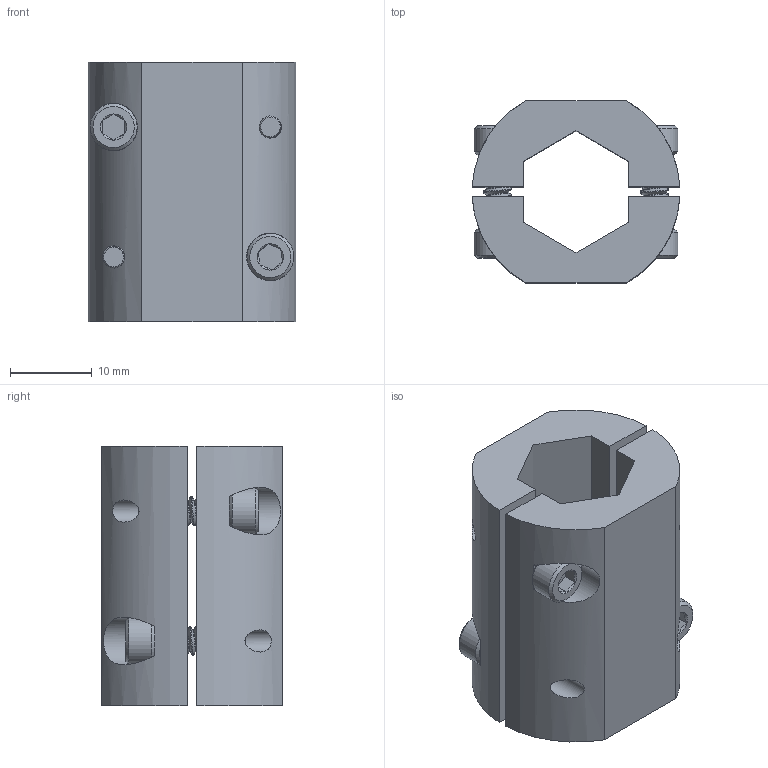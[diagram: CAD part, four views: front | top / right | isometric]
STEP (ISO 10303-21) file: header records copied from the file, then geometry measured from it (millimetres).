
FILE_DESCRIPTION(/* description */ (''),/* implementation_level */ '2;1');
FILE_NAME(/* name */ 'Hex Coupler.stp',/* time_stamp */ '2022-10-21T13:40:48-04:00',/* author */ ('rdogn'),/* organization */ (''),/* preprocessor_version */ 'ST-DEVELOPER v18.1',/* originating_system */ 'Autodesk Inventor 2022',/* authorisation */ '');
FILE_SCHEMA (('AUTOMOTIVE_DESIGN { 1 0 10303 214 3 1 1 }'));
Length unit declared in the file: inch
Products named in the file (3): 6-32Coupler; 6-32 Hex Coupler; 91251A146_Black-Oxide Alloy Steel Socket Head Screw
Assembly tree (6 placements, depth 2):
  6-32Coupler
    6-32 Hex Coupler  x2
    91251A146_Black-Oxide Alloy Steel Socket Head Screw  x4
Bounding box: 25.37 x 22.23 x 31.75 mm (x, y, z)
Volume: 10064.1 mm3; surface area: 6765.9 mm2
Topology: 6 solids, 6 shells, 238 faces, 586 edges, 372 vertices
Faces by surface type: cylinder 116, plane 62, cone 52, bspline 8
Full cylindrical faces by diameter (mm): 2.474 x40, 2.705 x4, 3.505 x40, 3.797 x4, 5.74 x4
Entity records: 4284 total; most frequent: CARTESIAN_POINT 2650, ORIENTED_EDGE 340, DIRECTION 284, EDGE_CURVE 170, VERTEX_POINT 109, AXIS2_PLACEMENT_3D 107, EDGE_LOOP 81, LINE 70
